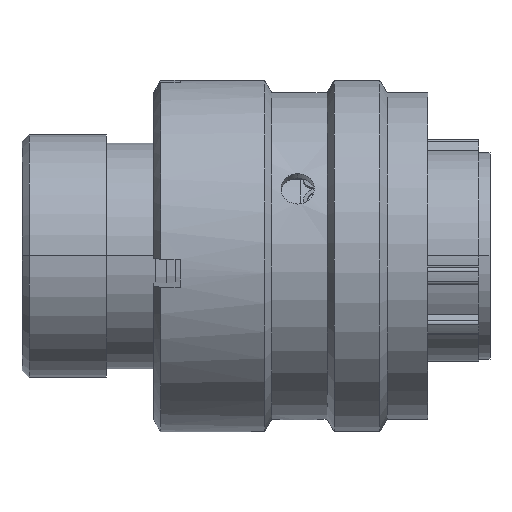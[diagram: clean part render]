
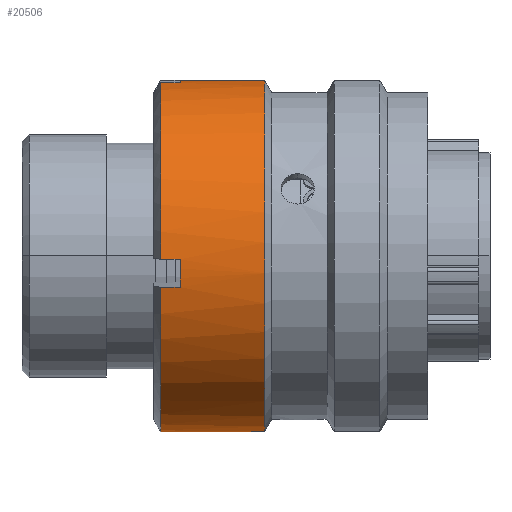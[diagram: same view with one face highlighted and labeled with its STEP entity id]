
A CAD part, top view. The second image highlights one B-rep face of the part: STEP entity #20506.
In plain terms, the highlighted cylindrical face has radius 12.55 mm (diameter 25.1 mm), a partial arc.
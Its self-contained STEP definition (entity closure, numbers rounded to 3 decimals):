
#76 = LINE ( 'NONE', #36227, #28692 ) ;
#1560 = VERTEX_POINT ( 'NONE', #34555 ) ;
#1628 = DIRECTION ( 'NONE',  ( 1., 0., 0. ) ) ;
#1782 = DIRECTION ( 'NONE',  ( -1., 0., 0. ) ) ;
#1787 = CARTESIAN_POINT ( 'NONE',  ( 28.928, -0.257, 12.547 ) ) ;
#1891 = EDGE_CURVE ( 'NONE', #17458, #8486, #44533, .T. ) ;
#4278 = ORIENTED_EDGE ( 'NONE', *, *, #23512, .T. ) ;
#4318 = VERTEX_POINT ( 'NONE', #36847 ) ;
#4852 = VECTOR ( 'NONE', #39420, 1000. ) ;
#5218 = AXIS2_PLACEMENT_3D ( 'NONE', #27405, #44168, #34278 ) ;
#5333 = CIRCLE ( 'NONE', #22047, 12.55 ) ;
#5903 = ORIENTED_EDGE ( 'NONE', *, *, #1891, .T. ) ;
#7130 = DIRECTION ( 'NONE',  ( 1., 0., 0. ) ) ;
#7995 = DIRECTION ( 'NONE',  ( 0., -0.1, 0.995 ) ) ;
#8486 = VERTEX_POINT ( 'NONE', #20914 ) ;
#8533 = ORIENTED_EDGE ( 'NONE', *, *, #41377, .T. ) ;
#8654 = CYLINDRICAL_SURFACE ( 'NONE', #5218, 12.55 ) ;
#8745 = VERTEX_POINT ( 'NONE', #32747 ) ;
#9134 = DIRECTION ( 'NONE',  ( 1., 0., 0. ) ) ;
#9448 = AXIS2_PLACEMENT_3D ( 'NONE', #21877, #32220, #11589 ) ;
#9679 = CARTESIAN_POINT ( 'NONE',  ( 28.928, 12.487, 1.256 ) ) ;
#9745 = ORIENTED_EDGE ( 'NONE', *, *, #42468, .T. ) ;
#9843 = DIRECTION ( 'NONE',  ( 0., 0.1, -0.995 ) ) ;
#10480 = CARTESIAN_POINT ( 'NONE',  ( 17.298, -12.487, -1.256 ) ) ;
#10818 = EDGE_CURVE ( 'NONE', #4318, #37778, #33914, .T. ) ;
#11036 = ORIENTED_EDGE ( 'NONE', *, *, #42805, .T. ) ;
#11258 = ORIENTED_EDGE ( 'NONE', *, *, #11425, .T. ) ;
#11425 = EDGE_CURVE ( 'NONE', #19367, #4318, #5333, .T. ) ;
#11589 = DIRECTION ( 'NONE',  ( 0., -0.995, -0.1 ) ) ;
#12376 = VERTEX_POINT ( 'NONE', #16231 ) ;
#12384 = CARTESIAN_POINT ( 'NONE',  ( 28.928, -12.487, -1.256 ) ) ;
#13293 = ORIENTED_EDGE ( 'NONE', *, *, #39882, .T. ) ;
#14232 = VERTEX_POINT ( 'NONE', #21436 ) ;
#14837 = CARTESIAN_POINT ( 'NONE',  ( 11.278, 0., 0. ) ) ;
#15936 = DIRECTION ( 'NONE',  ( 0., 0.995, 0.1 ) ) ;
#16231 = CARTESIAN_POINT ( 'NONE',  ( 11.278, 12.347, 2.247 ) ) ;
#16787 = CARTESIAN_POINT ( 'NONE',  ( 9.878, 0., 0. ) ) ;
#16871 = CARTESIAN_POINT ( 'NONE',  ( 11.278, -0.257, 12.547 ) ) ;
#17064 = VECTOR ( 'NONE', #41075, 1000. ) ;
#17458 = VERTEX_POINT ( 'NONE', #21139 ) ;
#17677 = CARTESIAN_POINT ( 'NONE',  ( 28.928, -12.547, -0.257 ) ) ;
#18319 = ORIENTED_EDGE ( 'NONE', *, *, #23447, .T. ) ;
#18460 = ORIENTED_EDGE ( 'NONE', *, *, #34798, .F. ) ;
#18658 = DIRECTION ( 'NONE',  ( 1., 0., 0. ) ) ;
#18984 = AXIS2_PLACEMENT_3D ( 'NONE', #29682, #9134, #15936 ) ;
#19367 = VERTEX_POINT ( 'NONE', #38129 ) ;
#20506 = ADVANCED_FACE ( 'NONE', ( #31843 ), #8654, .T. ) ;
#20914 = CARTESIAN_POINT ( 'NONE',  ( 9.878, -12.547, -0.257 ) ) ;
#21139 = CARTESIAN_POINT ( 'NONE',  ( 9.878, -2.247, 12.347 ) ) ;
#21436 = CARTESIAN_POINT ( 'NONE',  ( 11.278, -2.247, 12.347 ) ) ;
#21664 = AXIS2_PLACEMENT_3D ( 'NONE', #16787, #43989, #40815 ) ;
#21761 = VERTEX_POINT ( 'NONE', #31482 ) ;
#21877 = CARTESIAN_POINT ( 'NONE',  ( 11.278, 0., 0. ) ) ;
#22047 = AXIS2_PLACEMENT_3D ( 'NONE', #26775, #23449, #9843 ) ;
#22310 = ORIENTED_EDGE ( 'NONE', *, *, #24275, .T. ) ;
#22442 = CARTESIAN_POINT ( 'NONE',  ( 9.878, 0., 0. ) ) ;
#22771 = VECTOR ( 'NONE', #43974, 1000. ) ;
#23447 = EDGE_CURVE ( 'NONE', #8745, #1560, #40456, .T. ) ;
#23449 = DIRECTION ( 'NONE',  ( 1., 0., 0. ) ) ;
#23512 = EDGE_CURVE ( 'NONE', #8486, #19367, #27604, .T. ) ;
#23587 = LINE ( 'NONE', #23873, #17064 ) ;
#23792 = CIRCLE ( 'NONE', #9448, 12.55 ) ;
#23873 = CARTESIAN_POINT ( 'NONE',  ( 28.928, -2.247, 12.347 ) ) ;
#24275 = EDGE_CURVE ( 'NONE', #1560, #35393, #27393, .T. ) ;
#24406 = ORIENTED_EDGE ( 'NONE', *, *, #44263, .F. ) ;
#25018 = CIRCLE ( 'NONE', #18984, 12.55 ) ;
#26775 = CARTESIAN_POINT ( 'NONE',  ( 11.278, 0., 0. ) ) ;
#27393 = LINE ( 'NONE', #1787, #43960 ) ;
#27405 = CARTESIAN_POINT ( 'NONE',  ( 28.928, 0., 0. ) ) ;
#27604 = LINE ( 'NONE', #17677, #33441 ) ;
#28692 = VECTOR ( 'NONE', #1782, 1000. ) ;
#28753 = VERTEX_POINT ( 'NONE', #44266 ) ;
#29334 = EDGE_LOOP ( 'NONE', ( #11258, #42231, #24406, #18460, #9745, #8533, #18319, #22310, #13293, #11036, #5903, #4278 ) ) ;
#29682 = CARTESIAN_POINT ( 'NONE',  ( 17.298, 0., 0. ) ) ;
#31482 = CARTESIAN_POINT ( 'NONE',  ( 11.278, 12.487, 1.256 ) ) ;
#31843 = FACE_OUTER_BOUND ( 'NONE', #29334, .T. ) ;
#32220 = DIRECTION ( 'NONE',  ( 1., 0., 0. ) ) ;
#32747 = CARTESIAN_POINT ( 'NONE',  ( 9.878, 12.347, 2.247 ) ) ;
#32975 = LINE ( 'NONE', #9679, #22771 ) ;
#33441 = VECTOR ( 'NONE', #7130, 1000. ) ;
#33914 = LINE ( 'NONE', #12384, #4852 ) ;
#34278 = DIRECTION ( 'NONE',  ( 0., 0.995, 0.1 ) ) ;
#34555 = CARTESIAN_POINT ( 'NONE',  ( 9.878, -0.257, 12.547 ) ) ;
#34798 = EDGE_CURVE ( 'NONE', #21761, #28753, #32975, .T. ) ;
#35393 = VERTEX_POINT ( 'NONE', #16871 ) ;
#36211 = DIRECTION ( 'NONE',  ( 0., 0.995, 0.1 ) ) ;
#36227 = CARTESIAN_POINT ( 'NONE',  ( 28.928, 12.347, 2.247 ) ) ;
#36735 = AXIS2_PLACEMENT_3D ( 'NONE', #14837, #42307, #7995 ) ;
#36847 = CARTESIAN_POINT ( 'NONE',  ( 11.278, -12.487, -1.256 ) ) ;
#37778 = VERTEX_POINT ( 'NONE', #10480 ) ;
#38129 = CARTESIAN_POINT ( 'NONE',  ( 11.278, -12.547, -0.257 ) ) ;
#39420 = DIRECTION ( 'NONE',  ( 1., 0., 0. ) ) ;
#39882 = EDGE_CURVE ( 'NONE', #35393, #14232, #23792, .T. ) ;
#40248 = CIRCLE ( 'NONE', #36735, 12.55 ) ;
#40456 = CIRCLE ( 'NONE', #21664, 12.55 ) ;
#40815 = DIRECTION ( 'NONE',  ( 0., 0.995, 0.1 ) ) ;
#41075 = DIRECTION ( 'NONE',  ( -1., 0., 0. ) ) ;
#41377 = EDGE_CURVE ( 'NONE', #12376, #8745, #76, .T. ) ;
#42231 = ORIENTED_EDGE ( 'NONE', *, *, #10818, .T. ) ;
#42307 = DIRECTION ( 'NONE',  ( 1., 0., 0. ) ) ;
#42468 = EDGE_CURVE ( 'NONE', #21761, #12376, #40248, .T. ) ;
#42805 = EDGE_CURVE ( 'NONE', #14232, #17458, #23587, .T. ) ;
#42819 = AXIS2_PLACEMENT_3D ( 'NONE', #22442, #18658, #36211 ) ;
#43960 = VECTOR ( 'NONE', #1628, 1000. ) ;
#43974 = DIRECTION ( 'NONE',  ( 1., 0., 0. ) ) ;
#43989 = DIRECTION ( 'NONE',  ( 1., 0., 0. ) ) ;
#44168 = DIRECTION ( 'NONE',  ( 1., 0., 0. ) ) ;
#44263 = EDGE_CURVE ( 'NONE', #28753, #37778, #25018, .T. ) ;
#44266 = CARTESIAN_POINT ( 'NONE',  ( 17.298, 12.487, 1.256 ) ) ;
#44533 = CIRCLE ( 'NONE', #42819, 12.55 ) ;
